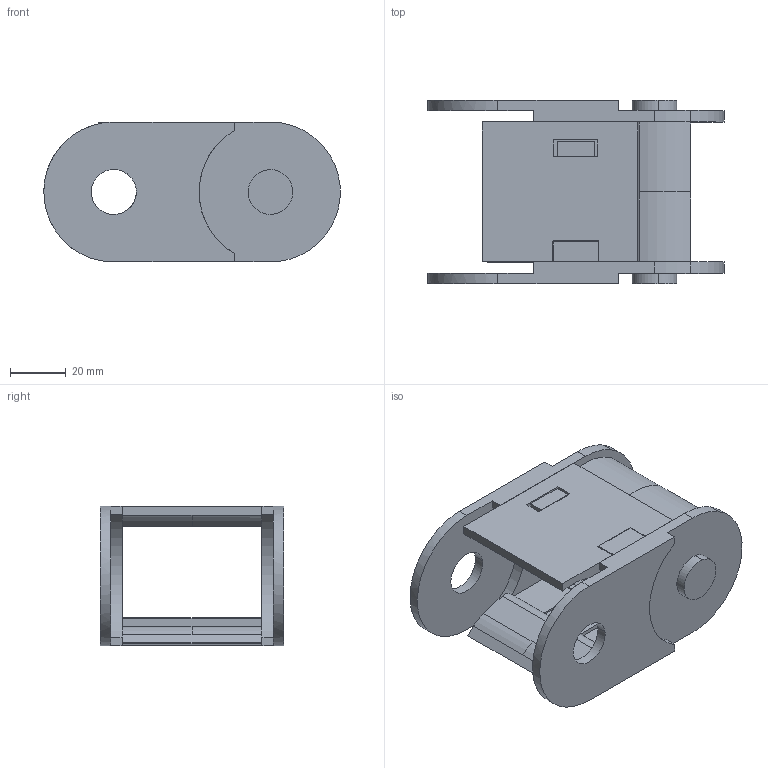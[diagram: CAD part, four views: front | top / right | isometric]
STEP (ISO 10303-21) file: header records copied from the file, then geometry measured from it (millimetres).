
FILE_DESCRIPTION(/* description */ (''),/* implementation_level */ '2;1');
FILE_NAME(/* name */ 'ELO~1',/* time_stamp */ '2022-09-16T14:19:05-03:00',/* author */ (''),/* organization */ (''),/* preprocessor_version */ 'ST-DEVELOPER v15',/* originating_system */ '',/* authorisation */ '');
FILE_SCHEMA (('AUTOMOTIVE_DESIGN'));
Length unit declared in the file: centimetre
Products named in the file (1): Document
Bounding box: 105.93 x 65.6 x 50.01 mm (x, y, z)
Volume: 77426.6 mm3; surface area: 40725.3 mm2
Topology: 4 solids, 4 shells, 131 faces, 343 edges, 228 vertices
Faces by surface type: plane 95, bspline 36
Entity records: 3751 total; most frequent: CARTESIAN_POINT 1467, ORIENTED_EDGE 686, EDGE_CURVE 343, B_SPLINE_CURVE_WITH_KNOTS 246, VERTEX_POINT 228, EDGE_LOOP 149, ADVANCED_FACE 131, FACE_OUTER_BOUND 131
